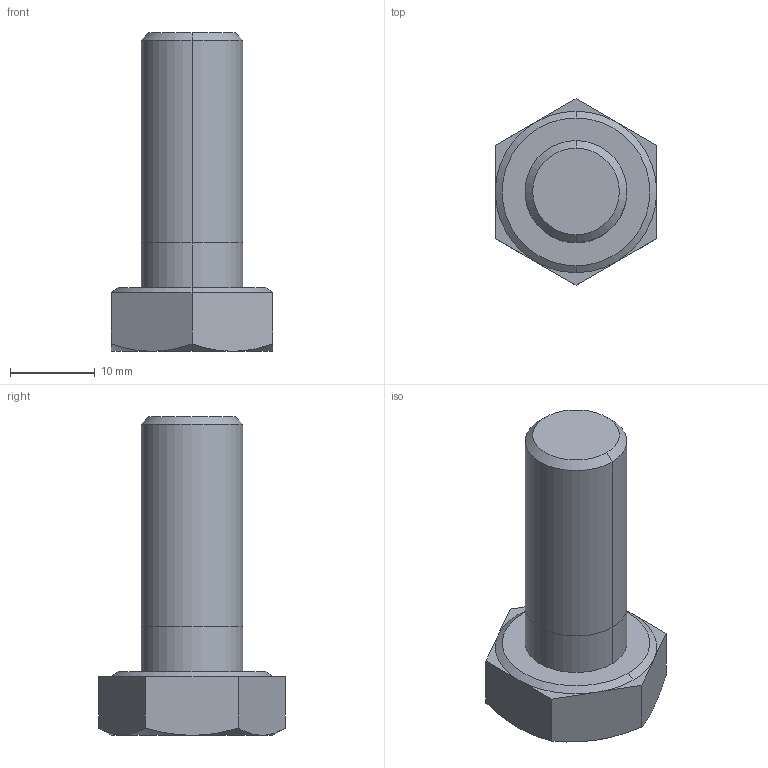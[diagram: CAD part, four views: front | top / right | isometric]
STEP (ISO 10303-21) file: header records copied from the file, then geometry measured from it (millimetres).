
FILE_DESCRIPTION(('Creo Elements/Direct Modeling STEP Export'),'2;1');
FILE_NAME('3156036.stp','2024-05-02T17:07:03',(''),(''),'Creo Elements/Direct Modeling STEP processor for AP214 (Solid Model)','Creo Elements/Direct Modeling 18.0B 02-Dec-2011 (C) Parametric Technology GmbH','');
FILE_SCHEMA(('AUTOMOTIVE_DESIGN { 1 0 10303 214 1 1 1 1 }'));
Length unit declared in the file: millimetre
Products named in the file (1): Schraube_M_12x30_DIN_933
Bounding box: 19 x 21.94 x 37.5 mm (x, y, z)
Volume: 5684.3 mm3; surface area: 2186.2 mm2
Topology: 1 solids, 1 shells, 31 faces, 66 edges, 38 vertices
Faces by surface type: plane 15, cone 12, cylinder 4
Entity records: 1083 total; most frequent: CARTESIAN_POINT 513, ORIENTED_EDGE 132, DIRECTION 76, EDGE_CURVE 66, VERTEX_POINT 38, EDGE_LOOP 32, FACE_OUTER_BOUND 31, ADVANCED_FACE 31
